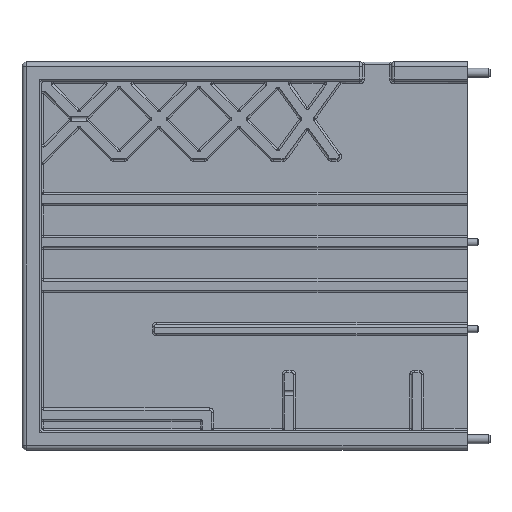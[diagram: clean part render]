
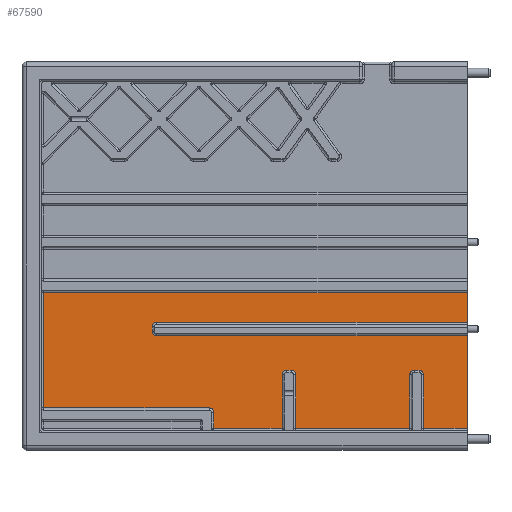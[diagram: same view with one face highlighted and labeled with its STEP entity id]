
A CAD part, top view. The second image highlights one B-rep face of the part: STEP entity #67590.
In plain terms, the highlighted planar face has unit normal (0, 0, 1).
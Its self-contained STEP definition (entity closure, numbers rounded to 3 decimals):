
#550=CARTESIAN_POINT('',(61.4,-95.65,-3.));
#560=VERTEX_POINT('',#550);
#720=CARTESIAN_POINT('',(197.4,-95.65,-3.));
#730=VERTEX_POINT('',#720);
#760=CARTESIAN_POINT('',(197.4,-95.65,-3.));
#770=DIRECTION('',(-1.,0.,0.));
#780=VECTOR('',#770,1.);
#790=LINE('',#760,#780);
#800=EDGE_CURVE('',#730,#560,#790,.T.);
#10330=CARTESIAN_POINT('',(178.309,-112.65,-3.));
#10340=VERTEX_POINT('',#10330);
#10370=CARTESIAN_POINT('',(178.309,-133.147,-3.));
#10380=DIRECTION('',(0.,-1.,0.));
#10390=VECTOR('',#10380,1.);
#10400=LINE('',#10370,#10390);
#10410=CARTESIAN_POINT('',(178.309,-136.15,-3.));
#10420=VERTEX_POINT('',#10410);
#10430=EDGE_CURVE('',#10340,#10420,#10400,.T.);
#12810=CARTESIAN_POINT('',(197.4,-133.147,-3.));
#12820=DIRECTION('',(0.,0.,-1.));
#12830=DIRECTION('',(1.,0.,0.));
#12840=AXIS2_PLACEMENT_3D('',#12810,#12820,#12830);
#12850=PLANE('',#12840);
#20810=CARTESIAN_POINT('',(86.4,-136.15,-3.));
#20820=VERTEX_POINT('',#20810);
#21100=CARTESIAN_POINT('',(61.4,-93.65,-3.));
#21110=DIRECTION('',(0.,0.,-1.));
#21120=DIRECTION('',(1.,0.,0.));
#21130=AXIS2_PLACEMENT_3D('',#21100,#21110,#21120);
#21140=CIRCLE('',#21130,2.);
#21150=CARTESIAN_POINT('',(59.4,-93.65,-3.));
#21160=VERTEX_POINT('',#21150);
#21170=EDGE_CURVE('',#560,#21160,#21140,.T.);
#21640=CARTESIAN_POINT('',(197.4,-133.147,-3.));
#21650=DIRECTION('',(0.,1.,-0.));
#21660=VECTOR('',#21650,1.);
#21670=LINE('',#21640,#21660);
#24420=CARTESIAN_POINT('',(11.9,-76.65,-3.));
#24430=VERTEX_POINT('',#24420);
#28160=CARTESIAN_POINT('',(59.4,-91.65,-3.));
#28170=VERTEX_POINT('',#28160);
#28270=CARTESIAN_POINT('',(59.4,-133.147,-3.));
#28280=DIRECTION('',(0.,1.,-0.));
#28290=VECTOR('',#28280,1.);
#28300=LINE('',#28270,#28290);
#28310=EDGE_CURVE('',#21160,#28170,#28300,.T.);
#28670=CARTESIAN_POINT('',(61.4,-91.65,-3.));
#28680=DIRECTION('',(0.,0.,-1.));
#28690=DIRECTION('',(1.,0.,0.));
#28700=AXIS2_PLACEMENT_3D('',#28670,#28680,#28690);
#28710=CIRCLE('',#28700,2.);
#28720=CARTESIAN_POINT('',(61.4,-89.65,-3.));
#28730=VERTEX_POINT('',#28720);
#28740=EDGE_CURVE('',#28170,#28730,#28710,.T.);
#29490=CARTESIAN_POINT('',(11.9,-127.15,-3.));
#29500=VERTEX_POINT('',#29490);
#29600=CARTESIAN_POINT('',(11.9,-133.147,-3.));
#29610=DIRECTION('',(0.,-1.,0.));
#29620=VECTOR('',#29610,1.);
#29630=LINE('',#29600,#29620);
#29640=EDGE_CURVE('',#24430,#29500,#29630,.T.);
#31120=CARTESIAN_POINT('',(120.309,-110.65,-3.));
#31130=VERTEX_POINT('',#31120);
#31290=CARTESIAN_POINT('',(118.309,-110.65,-3.));
#31300=VERTEX_POINT('',#31290);
#31330=CARTESIAN_POINT('',(197.4,-110.65,-3.));
#31340=DIRECTION('',(1.,0.,0.));
#31350=VECTOR('',#31340,1.);
#31360=LINE('',#31330,#31350);
#31370=EDGE_CURVE('',#31300,#31130,#31360,.T.);
#32610=CARTESIAN_POINT('',(86.4,-129.15,-3.));
#32620=VERTEX_POINT('',#32610);
#32650=CARTESIAN_POINT('',(86.4,-133.147,-3.));
#32660=DIRECTION('',(0.,-1.,0.));
#32670=VECTOR('',#32660,1.);
#32680=LINE('',#32650,#32670);
#32690=EDGE_CURVE('',#32620,#20820,#32680,.T.);
#46150=CARTESIAN_POINT('',(116.309,-136.15,-3.));
#46160=VERTEX_POINT('',#46150);
#48020=CARTESIAN_POINT('',(84.4,-127.15,-3.));
#48030=VERTEX_POINT('',#48020);
#48130=CARTESIAN_POINT('',(197.4,-127.15,-3.));
#48140=DIRECTION('',(1.,0.,0.));
#48150=VECTOR('',#48140,1.);
#48160=LINE('',#48130,#48150);
#48170=EDGE_CURVE('',#29500,#48030,#48160,.T.);
#48740=CARTESIAN_POINT('',(116.309,-112.65,-3.));
#48750=VERTEX_POINT('',#48740);
#48780=CARTESIAN_POINT('',(118.309,-112.65,-3.));
#48790=DIRECTION('',(0.,0.,-1.));
#48800=DIRECTION('',(1.,0.,0.));
#48810=AXIS2_PLACEMENT_3D('',#48780,#48790,#48800);
#48820=CIRCLE('',#48810,2.);
#48830=EDGE_CURVE('',#48750,#31300,#48820,.T.);
#49800=CARTESIAN_POINT('',(122.309,-112.65,-3.));
#49810=VERTEX_POINT('',#49800);
#49840=CARTESIAN_POINT('',(122.309,-133.147,-3.));
#49850=DIRECTION('',(0.,-1.,0.));
#49860=VECTOR('',#49850,1.);
#49870=LINE('',#49840,#49860);
#49880=CARTESIAN_POINT('',(122.309,-136.15,-3.));
#49890=VERTEX_POINT('',#49880);
#49900=EDGE_CURVE('',#49810,#49890,#49870,.T.);
#54240=CARTESIAN_POINT('',(172.309,-136.15,-3.));
#54250=VERTEX_POINT('',#54240);
#54430=CARTESIAN_POINT('',(197.4,-136.15,-3.));
#54440=DIRECTION('',(1.,0.,0.));
#54450=VECTOR('',#54440,1.);
#54460=LINE('',#54430,#54450);
#54470=EDGE_CURVE('',#49890,#54250,#54460,.T.);
#56740=CARTESIAN_POINT('',(116.309,-133.147,-3.));
#56750=DIRECTION('',(0.,1.,-0.));
#56760=VECTOR('',#56750,1.);
#56770=LINE('',#56740,#56760);
#56780=EDGE_CURVE('',#46160,#48750,#56770,.T.);
#56890=CARTESIAN_POINT('',(120.309,-112.65,-3.));
#56900=DIRECTION('',(0.,0.,-1.));
#56910=DIRECTION('',(1.,0.,0.));
#56920=AXIS2_PLACEMENT_3D('',#56890,#56900,#56910);
#56930=CIRCLE('',#56920,2.);
#56940=EDGE_CURVE('',#31130,#49810,#56930,.T.);
#58010=CARTESIAN_POINT('',(197.4,-89.65,-3.));
#58020=DIRECTION('',(1.,0.,0.));
#58030=VECTOR('',#58020,1.);
#58040=LINE('',#58010,#58030);
#58050=CARTESIAN_POINT('',(197.4,-89.65,-3.));
#58060=VERTEX_POINT('',#58050);
#58070=EDGE_CURVE('',#28730,#58060,#58040,.T.);
#59260=CARTESIAN_POINT('',(197.4,-76.65,-3.));
#59270=VERTEX_POINT('',#59260);
#59300=CARTESIAN_POINT('',(197.4,-76.65,-3.));
#59310=DIRECTION('',(-1.,0.,0.));
#59320=VECTOR('',#59310,1.);
#59330=LINE('',#59300,#59320);
#59340=EDGE_CURVE('',#59270,#24430,#59330,.T.);
#64590=CARTESIAN_POINT('',(197.4,-136.15,-3.));
#64600=DIRECTION('',(1.,0.,0.));
#64610=VECTOR('',#64600,1.);
#64620=LINE('',#64590,#64610);
#64630=EDGE_CURVE('',#20820,#46160,#64620,.T.);
#65570=CARTESIAN_POINT('',(84.4,-129.15,-3.));
#65580=DIRECTION('',(0.,0.,1.));
#65590=DIRECTION('',(-1.,-0.,0.));
#65600=AXIS2_PLACEMENT_3D('',#65570,#65580,#65590);
#65610=CIRCLE('',#65600,2.);
#65620=EDGE_CURVE('',#32620,#48030,#65610,.T.);
#66950=ORIENTED_EDGE('',*,*,#21170,.T.);
#66960=ORIENTED_EDGE('',*,*,#800,.T.);
#66970=CARTESIAN_POINT('',(197.4,-136.15,-3.));
#66980=VERTEX_POINT('',#66970);
#66990=EDGE_CURVE('',#66980,#730,#21670,.T.);
#67000=ORIENTED_EDGE('',*,*,#66990,.T.);
#67010=CARTESIAN_POINT('',(197.4,-136.15,-3.));
#67020=DIRECTION('',(1.,0.,0.));
#67030=VECTOR('',#67020,1.);
#67040=LINE('',#67010,#67030);
#67050=EDGE_CURVE('',#10420,#66980,#67040,.T.);
#67060=ORIENTED_EDGE('',*,*,#67050,.T.);
#67070=ORIENTED_EDGE('',*,*,#10430,.T.);
#67080=CARTESIAN_POINT('',(176.309,-112.65,-3.));
#67090=DIRECTION('',(0.,0.,-1.));
#67100=DIRECTION('',(1.,0.,0.));
#67110=AXIS2_PLACEMENT_3D('',#67080,#67090,#67100);
#67120=CIRCLE('',#67110,2.);
#67130=CARTESIAN_POINT('',(176.309,-110.65,-3.));
#67140=VERTEX_POINT('',#67130);
#67150=EDGE_CURVE('',#67140,#10340,#67120,.T.);
#67160=ORIENTED_EDGE('',*,*,#67150,.T.);
#67170=CARTESIAN_POINT('',(197.4,-110.65,-3.));
#67180=DIRECTION('',(1.,0.,0.));
#67190=VECTOR('',#67180,1.);
#67200=LINE('',#67170,#67190);
#67210=CARTESIAN_POINT('',(174.309,-110.65,-3.));
#67220=VERTEX_POINT('',#67210);
#67230=EDGE_CURVE('',#67220,#67140,#67200,.T.);
#67240=ORIENTED_EDGE('',*,*,#67230,.T.);
#67250=CARTESIAN_POINT('',(174.309,-112.65,-3.));
#67260=DIRECTION('',(0.,0.,-1.));
#67270=DIRECTION('',(1.,0.,0.));
#67280=AXIS2_PLACEMENT_3D('',#67250,#67260,#67270);
#67290=CIRCLE('',#67280,2.);
#67300=CARTESIAN_POINT('',(172.309,-112.65,-3.));
#67310=VERTEX_POINT('',#67300);
#67320=EDGE_CURVE('',#67310,#67220,#67290,.T.);
#67330=ORIENTED_EDGE('',*,*,#67320,.T.);
#67340=CARTESIAN_POINT('',(172.309,-133.147,-3.));
#67350=DIRECTION('',(0.,1.,-0.));
#67360=VECTOR('',#67350,1.);
#67370=LINE('',#67340,#67360);
#67380=EDGE_CURVE('',#54250,#67310,#67370,.T.);
#67390=ORIENTED_EDGE('',*,*,#67380,.T.);
#67400=ORIENTED_EDGE('',*,*,#54470,.T.);
#67410=ORIENTED_EDGE('',*,*,#49900,.T.);
#67420=ORIENTED_EDGE('',*,*,#56940,.T.);
#67430=ORIENTED_EDGE('',*,*,#31370,.T.);
#67440=ORIENTED_EDGE('',*,*,#48830,.T.);
#67450=ORIENTED_EDGE('',*,*,#56780,.T.);
#67460=ORIENTED_EDGE('',*,*,#64630,.T.);
#67470=ORIENTED_EDGE('',*,*,#32690,.T.);
#67480=ORIENTED_EDGE('',*,*,#65620,.F.);
#67490=ORIENTED_EDGE('',*,*,#48170,.T.);
#67500=ORIENTED_EDGE('',*,*,#29640,.T.);
#67510=ORIENTED_EDGE('',*,*,#59340,.T.);
#67520=EDGE_CURVE('',#58060,#59270,#21670,.T.);
#67530=ORIENTED_EDGE('',*,*,#67520,.T.);
#67540=ORIENTED_EDGE('',*,*,#58070,.T.);
#67550=ORIENTED_EDGE('',*,*,#28740,.T.);
#67560=ORIENTED_EDGE('',*,*,#28310,.T.);
#67570=EDGE_LOOP('',(#67560,#67550,#67540,#67530,#67510,#67500,#67490,
#67480,#67470,#67460,#67450,#67440,#67430,#67420,#67410,#67400,#67390,
#67330,#67240,#67160,#67070,#67060,#67000,#66960,#66950));
#67580=FACE_OUTER_BOUND('',#67570,.T.);
#67590=ADVANCED_FACE('',(#67580),#12850,.F.);
